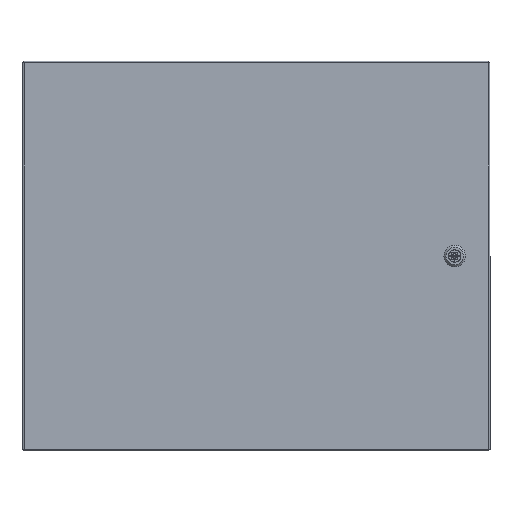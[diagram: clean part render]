
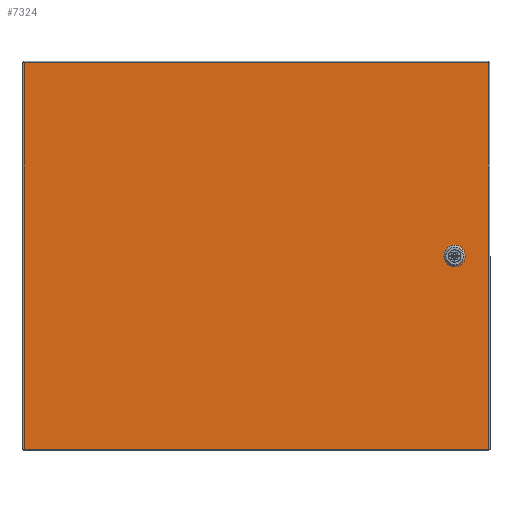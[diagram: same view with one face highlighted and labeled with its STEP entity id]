
A CAD part, front view. The second image highlights one B-rep face of the part: STEP entity #7324.
In plain terms, the highlighted planar face has unit normal (0, -1, 0).
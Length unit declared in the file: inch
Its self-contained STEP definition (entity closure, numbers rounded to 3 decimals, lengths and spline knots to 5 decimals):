
#4 = VERTEX_POINT ( 'NONE', #5710 ) ;
#34 = VECTOR ( 'NONE', #1131, 39.37008 ) ;
#144 = LINE ( 'NONE', #11715, #9334 ) ;
#365 = VERTEX_POINT ( 'NONE', #10240 ) ;
#516 = VECTOR ( 'NONE', #12169, 39.37008 ) ;
#742 = LINE ( 'NONE', #13834, #11742 ) ;
#1027 = DIRECTION ( 'NONE',  ( 0.707, 0., 0.707 ) ) ;
#1066 = VECTOR ( 'NONE', #16305, 39.37008 ) ;
#1131 = DIRECTION ( 'NONE',  ( 0., 0., -1. ) ) ;
#1173 = VERTEX_POINT ( 'NONE', #5102 ) ;
#1583 = EDGE_CURVE ( 'NONE', #11961, #9429, #742, .T. ) ;
#1763 = EDGE_LOOP ( 'NONE', ( #21184, #14829, #3231, #3734, #7051, #19494, #20221, #11234 ) ) ;
#1909 = VECTOR ( 'NONE', #9058, 39.37008 ) ;
#2149 = DIRECTION ( 'NONE',  ( 0., 0., -1. ) ) ;
#2331 = LINE ( 'NONE', #14017, #5145 ) ;
#2380 = CARTESIAN_POINT ( 'NONE',  ( 9.7955, -8.822, 0.2305 ) ) ;
#2585 = CARTESIAN_POINT ( 'NONE',  ( 10.422, -8.822, 0.395 ) ) ;
#2679 = CARTESIAN_POINT ( 'NONE',  ( 10.422, -8.822, 0.395 ) ) ;
#3231 = ORIENTED_EDGE ( 'NONE', *, *, #14102, .T. ) ;
#3341 = CARTESIAN_POINT ( 'NONE',  ( 11.901, -8.822, -9.899 ) ) ;
#3734 = ORIENTED_EDGE ( 'NONE', *, *, #12210, .T. ) ;
#3766 = VERTEX_POINT ( 'NONE', #15913 ) ;
#3782 = VERTEX_POINT ( 'NONE', #17212 ) ;
#4203 = LINE ( 'NONE', #2585, #12833 ) ;
#5039 = ORIENTED_EDGE ( 'NONE', *, *, #1583, .T. ) ;
#5071 = EDGE_CURVE ( 'NONE', #9905, #7158, #11904, .T. ) ;
#5102 = CARTESIAN_POINT ( 'NONE',  ( -11.896, -8.822, 9.898 ) ) ;
#5145 = VECTOR ( 'NONE', #1027, 39.37008 ) ;
#5563 = CARTESIAN_POINT ( 'NONE',  ( 9.96, -8.822, -0.396 ) ) ;
#5566 = VECTOR ( 'NONE', #8367, 39.37008 ) ;
#5710 = CARTESIAN_POINT ( 'NONE',  ( 10.422, -8.822, -0.396 ) ) ;
#5958 = EDGE_CURVE ( 'NONE', #7158, #3782, #2331, .T. ) ;
#6174 = ORIENTED_EDGE ( 'NONE', *, *, #18523, .T. ) ;
#6357 = EDGE_CURVE ( 'NONE', #15509, #9905, #144, .T. ) ;
#7051 = ORIENTED_EDGE ( 'NONE', *, *, #10695, .T. ) ;
#7158 = VERTEX_POINT ( 'NONE', #18434 ) ;
#7324 = ADVANCED_FACE ( 'NONE', ( #14924, #10044 ), #10266, .T. ) ;
#7564 = DIRECTION ( 'NONE',  ( 0.707, 0., -0.707 ) ) ;
#7627 = CARTESIAN_POINT ( 'NONE',  ( -11.896, -8.822, -9.899 ) ) ;
#7873 = CARTESIAN_POINT ( 'NONE',  ( 10.5865, -8.822, -0.2315 ) ) ;
#8367 = DIRECTION ( 'NONE',  ( -1., 0., 0. ) ) ;
#8406 = VECTOR ( 'NONE', #10464, 39.37008 ) ;
#8430 = DIRECTION ( 'NONE',  ( 0., -1., 0. ) ) ;
#8908 = EDGE_CURVE ( 'NONE', #365, #11961, #14132, .T. ) ;
#9058 = DIRECTION ( 'NONE',  ( 1., 0., 0. ) ) ;
#9334 = VECTOR ( 'NONE', #10211, 39.37008 ) ;
#9428 = LINE ( 'NONE', #17559, #17200 ) ;
#9429 = VERTEX_POINT ( 'NONE', #14187 ) ;
#9528 = ORIENTED_EDGE ( 'NONE', *, *, #8908, .T. ) ;
#9529 = DIRECTION ( 'NONE',  ( 0., 0., -1. ) ) ;
#9905 = VERTEX_POINT ( 'NONE', #18482 ) ;
#10044 = FACE_BOUND ( 'NONE', #1763, .T. ) ;
#10071 = EDGE_LOOP ( 'NONE', ( #5039, #17715, #6174, #9528 ) ) ;
#10211 = DIRECTION ( 'NONE',  ( -0.707, 0., 0.707 ) ) ;
#10240 = CARTESIAN_POINT ( 'NONE',  ( -11.896, -8.822, -9.899 ) ) ;
#10266 = PLANE ( 'NONE',  #20158 ) ;
#10464 = DIRECTION ( 'NONE',  ( 1., 0., 0. ) ) ;
#10609 = DIRECTION ( 'NONE',  ( 0., 0., 1. ) ) ;
#10695 = EDGE_CURVE ( 'NONE', #3766, #13691, #9428, .T. ) ;
#11234 = ORIENTED_EDGE ( 'NONE', *, *, #6357, .T. ) ;
#11715 = CARTESIAN_POINT ( 'NONE',  ( 9.7955, -8.822, -0.2315 ) ) ;
#11742 = VECTOR ( 'NONE', #20662, 39.37008 ) ;
#11885 = CARTESIAN_POINT ( 'NONE',  ( -11.896, -8.822, -9.899 ) ) ;
#11904 = LINE ( 'NONE', #2380, #14941 ) ;
#11961 = VERTEX_POINT ( 'NONE', #3341 ) ;
#12169 = DIRECTION ( 'NONE',  ( -1., 0., 0. ) ) ;
#12210 = EDGE_CURVE ( 'NONE', #16660, #3766, #4203, .T. ) ;
#12833 = VECTOR ( 'NONE', #7564, 39.37008 ) ;
#13691 = VERTEX_POINT ( 'NONE', #17400 ) ;
#13834 = CARTESIAN_POINT ( 'NONE',  ( 11.901, -8.822, -9.899 ) ) ;
#14017 = CARTESIAN_POINT ( 'NONE',  ( 9.96, -8.822, 0.395 ) ) ;
#14102 = EDGE_CURVE ( 'NONE', #3782, #16660, #19028, .T. ) ;
#14132 = LINE ( 'NONE', #20739, #8406 ) ;
#14187 = CARTESIAN_POINT ( 'NONE',  ( 11.901, -8.822, 9.898 ) ) ;
#14231 = CARTESIAN_POINT ( 'NONE',  ( 9.96, -8.822, -0.396 ) ) ;
#14498 = EDGE_CURVE ( 'NONE', #4, #15509, #20395, .T. ) ;
#14829 = ORIENTED_EDGE ( 'NONE', *, *, #5958, .T. ) ;
#14924 = FACE_OUTER_BOUND ( 'NONE', #10071, .T. ) ;
#14941 = VECTOR ( 'NONE', #10609, 39.37008 ) ;
#15182 = CARTESIAN_POINT ( 'NONE',  ( -11.896, -8.822, 9.898 ) ) ;
#15298 = CARTESIAN_POINT ( 'NONE',  ( 10.422, -8.822, 0.395 ) ) ;
#15509 = VERTEX_POINT ( 'NONE', #14231 ) ;
#15913 = CARTESIAN_POINT ( 'NONE',  ( 10.5865, -8.822, 0.2305 ) ) ;
#16305 = DIRECTION ( 'NONE',  ( -0.707, 0., -0.707 ) ) ;
#16660 = VERTEX_POINT ( 'NONE', #15298 ) ;
#16816 = LINE ( 'NONE', #15182, #5566 ) ;
#17200 = VECTOR ( 'NONE', #9529, 39.37008 ) ;
#17212 = CARTESIAN_POINT ( 'NONE',  ( 9.96, -8.822, 0.395 ) ) ;
#17400 = CARTESIAN_POINT ( 'NONE',  ( 10.5865, -8.822, -0.2315 ) ) ;
#17559 = CARTESIAN_POINT ( 'NONE',  ( 10.5865, -8.822, -0.2315 ) ) ;
#17715 = ORIENTED_EDGE ( 'NONE', *, *, #18599, .T. ) ;
#17902 = LINE ( 'NONE', #7627, #34 ) ;
#18050 = EDGE_CURVE ( 'NONE', #13691, #4, #20860, .T. ) ;
#18434 = CARTESIAN_POINT ( 'NONE',  ( 9.7955, -8.822, 0.2305 ) ) ;
#18482 = CARTESIAN_POINT ( 'NONE',  ( 9.7955, -8.822, -0.2315 ) ) ;
#18523 = EDGE_CURVE ( 'NONE', #1173, #365, #17902, .T. ) ;
#18599 = EDGE_CURVE ( 'NONE', #9429, #1173, #16816, .T. ) ;
#19028 = LINE ( 'NONE', #2679, #1909 ) ;
#19494 = ORIENTED_EDGE ( 'NONE', *, *, #18050, .T. ) ;
#20158 = AXIS2_PLACEMENT_3D ( 'NONE', #11885, #8430, #2149 ) ;
#20221 = ORIENTED_EDGE ( 'NONE', *, *, #14498, .T. ) ;
#20395 = LINE ( 'NONE', #5563, #516 ) ;
#20662 = DIRECTION ( 'NONE',  ( 0., 0., 1. ) ) ;
#20739 = CARTESIAN_POINT ( 'NONE',  ( -11.896, -8.822, -9.899 ) ) ;
#20860 = LINE ( 'NONE', #7873, #1066 ) ;
#21184 = ORIENTED_EDGE ( 'NONE', *, *, #5071, .T. ) ;
